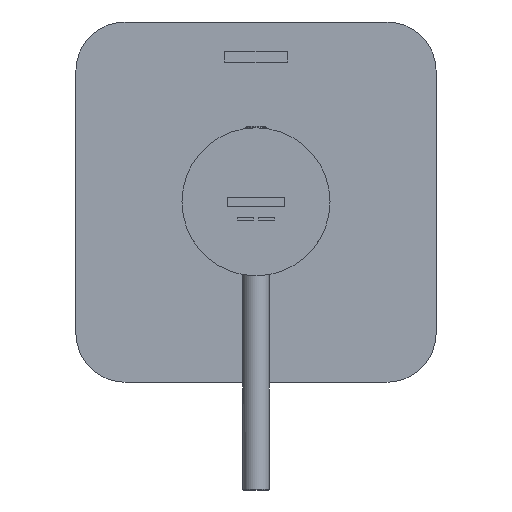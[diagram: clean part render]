
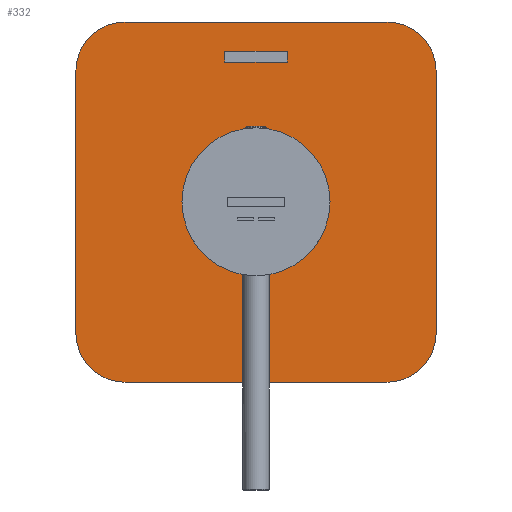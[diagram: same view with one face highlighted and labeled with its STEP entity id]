
A CAD part, top view. The second image highlights one B-rep face of the part: STEP entity #332.
In plain terms, the highlighted planar face has unit normal (0, 0, 1).
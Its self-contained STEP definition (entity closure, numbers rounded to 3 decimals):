
#99 = ORIENTED_EDGE ( 'NONE', *, *, #763, .F. ) ;
#210 = FACE_OUTER_BOUND ( 'NONE', #2289, .T. ) ;
#216 = DIRECTION ( 'NONE',  ( -1., 0., 0. ) ) ;
#230 = VERTEX_POINT ( 'NONE', #2749 ) ;
#236 = EDGE_CURVE ( 'NONE', #736, #2965, #2076, .T. ) ;
#254 = CARTESIAN_POINT ( 'NONE',  ( 40., -85., 52. ) ) ;
#309 = CARTESIAN_POINT ( 'NONE',  ( -21.25, -30., 52. ) ) ;
#332 = ADVANCED_FACE ( 'NONE', ( #210, #1749, #752 ), #2891, .F. ) ;
#356 = VERTEX_POINT ( 'NONE', #2870 ) ;
#415 = AXIS2_PLACEMENT_3D ( 'NONE', #558, #2241, #1252 ) ;
#446 = VECTOR ( 'NONE', #450, 1000. ) ;
#450 = DIRECTION ( 'NONE',  ( 0., -1., 0. ) ) ;
#478 = LINE ( 'NONE', #1763, #1762 ) ;
#494 = VERTEX_POINT ( 'NONE', #3883 ) ;
#542 = DIRECTION ( 'NONE',  ( -1., 0., 0. ) ) ;
#558 = CARTESIAN_POINT ( 'NONE',  ( -40., 10., 52. ) ) ;
#617 = LINE ( 'NONE', #2233, #1456 ) ;
#622 = CIRCLE ( 'NONE', #1308, 15. ) ;
#640 = EDGE_LOOP ( 'NONE', ( #967 ) ) ;
#651 = CARTESIAN_POINT ( 'NONE',  ( -55., 25., 52. ) ) ;
#736 = VERTEX_POINT ( 'NONE', #1452 ) ;
#752 = FACE_BOUND ( 'NONE', #2145, .T. ) ;
#763 = EDGE_CURVE ( 'NONE', #3078, #2861, #4188, .T. ) ;
#880 = ORIENTED_EDGE ( 'NONE', *, *, #2779, .F. ) ;
#883 = DIRECTION ( 'NONE',  ( -1., 0., 0. ) ) ;
#920 = DIRECTION ( 'NONE',  ( -1., 0., 0. ) ) ;
#965 = CARTESIAN_POINT ( 'NONE',  ( -9.5, -30., 52. ) ) ;
#967 = ORIENTED_EDGE ( 'NONE', *, *, #3277, .T. ) ;
#1038 = CARTESIAN_POINT ( 'NONE',  ( 40., 10., 52. ) ) ;
#1044 = VECTOR ( 'NONE', #3959, 1000. ) ;
#1076 = EDGE_CURVE ( 'NONE', #2965, #1672, #1948, .T. ) ;
#1161 = CARTESIAN_POINT ( 'NONE',  ( -55., 10., 52. ) ) ;
#1166 = LINE ( 'NONE', #1488, #446 ) ;
#1171 = DIRECTION ( 'NONE',  ( 0., 1., 0. ) ) ;
#1213 = CARTESIAN_POINT ( 'NONE',  ( -55., -85., 52. ) ) ;
#1230 = EDGE_CURVE ( 'NONE', #3078, #230, #622, .T. ) ;
#1252 = DIRECTION ( 'NONE',  ( -1., 0., 0. ) ) ;
#1289 = DIRECTION ( 'NONE',  ( 0., 0., 1. ) ) ;
#1308 = AXIS2_PLACEMENT_3D ( 'NONE', #1972, #3292, #883 ) ;
#1417 = CARTESIAN_POINT ( 'NONE',  ( 0., 16., 52. ) ) ;
#1452 = CARTESIAN_POINT ( 'NONE',  ( 9.5, 16., 52. ) ) ;
#1456 = VECTOR ( 'NONE', #3584, 1000. ) ;
#1488 = CARTESIAN_POINT ( 'NONE',  ( 55., 25., 52. ) ) ;
#1557 = DIRECTION ( 'NONE',  ( 1., 0., 0. ) ) ;
#1655 = VECTOR ( 'NONE', #1171, 1000. ) ;
#1672 = VERTEX_POINT ( 'NONE', #2910 ) ;
#1749 = FACE_BOUND ( 'NONE', #640, .T. ) ;
#1762 = VECTOR ( 'NONE', #1557, 1000. ) ;
#1763 = CARTESIAN_POINT ( 'NONE',  ( 0., 12.75, 52. ) ) ;
#1901 = EDGE_CURVE ( 'NONE', #356, #2861, #3532, .T. ) ;
#1948 = LINE ( 'NONE', #965, #2634 ) ;
#1972 = CARTESIAN_POINT ( 'NONE',  ( -40., -70., 52. ) ) ;
#1988 = DIRECTION ( 'NONE',  ( 0., 0., -1. ) ) ;
#2005 = CARTESIAN_POINT ( 'NONE',  ( 0., -30., 52. ) ) ;
#2076 = LINE ( 'NONE', #1417, #4147 ) ;
#2119 = AXIS2_PLACEMENT_3D ( 'NONE', #1038, #2783, #3686 ) ;
#2145 = EDGE_LOOP ( 'NONE', ( #3560, #4204, #2659, #3148 ) ) ;
#2233 = CARTESIAN_POINT ( 'NONE',  ( 9.5, -30., 52. ) ) ;
#2241 = DIRECTION ( 'NONE',  ( 0., 0., 1. ) ) ;
#2246 = ORIENTED_EDGE ( 'NONE', *, *, #1901, .T. ) ;
#2289 = EDGE_LOOP ( 'NONE', ( #880, #2246, #99, #3845, #4194, #3506, #2630, #3645 ) ) ;
#2302 = EDGE_CURVE ( 'NONE', #3173, #3016, #4087, .T. ) ;
#2335 = DIRECTION ( 'NONE',  ( -1., 0., 0. ) ) ;
#2494 = CARTESIAN_POINT ( 'NONE',  ( -9.5, 16., 52. ) ) ;
#2517 = CARTESIAN_POINT ( 'NONE',  ( -55., -70., 52. ) ) ;
#2630 = ORIENTED_EDGE ( 'NONE', *, *, #4129, .F. ) ;
#2634 = VECTOR ( 'NONE', #2880, 1000. ) ;
#2659 = ORIENTED_EDGE ( 'NONE', *, *, #3035, .F. ) ;
#2749 = CARTESIAN_POINT ( 'NONE',  ( -40., -85., 52. ) ) ;
#2779 = EDGE_CURVE ( 'NONE', #356, #494, #3681, .T. ) ;
#2783 = DIRECTION ( 'NONE',  ( 0., 0., 1. ) ) ;
#2790 = AXIS2_PLACEMENT_3D ( 'NONE', #2005, #1988, #2335 ) ;
#2822 = CARTESIAN_POINT ( 'NONE',  ( 55., 10., 52. ) ) ;
#2861 = VERTEX_POINT ( 'NONE', #1161 ) ;
#2870 = CARTESIAN_POINT ( 'NONE',  ( -40., 25., 52. ) ) ;
#2880 = DIRECTION ( 'NONE',  ( 0., -1., 0. ) ) ;
#2891 = PLANE ( 'NONE',  #3390 ) ;
#2897 = LINE ( 'NONE', #3199, #4309 ) ;
#2910 = CARTESIAN_POINT ( 'NONE',  ( -9.5, 12.75, 52. ) ) ;
#2965 = VERTEX_POINT ( 'NONE', #2494 ) ;
#3016 = VERTEX_POINT ( 'NONE', #3828 ) ;
#3035 = EDGE_CURVE ( 'NONE', #3230, #736, #617, .T. ) ;
#3078 = VERTEX_POINT ( 'NONE', #2517 ) ;
#3148 = ORIENTED_EDGE ( 'NONE', *, *, #3435, .F. ) ;
#3166 = EDGE_CURVE ( 'NONE', #3173, #230, #2897, .T. ) ;
#3173 = VERTEX_POINT ( 'NONE', #254 ) ;
#3199 = CARTESIAN_POINT ( 'NONE',  ( 55., -85., 52. ) ) ;
#3230 = VERTEX_POINT ( 'NONE', #3885 ) ;
#3277 = EDGE_CURVE ( 'NONE', #3351, #3351, #3538, .T. ) ;
#3292 = DIRECTION ( 'NONE',  ( 0., 0., 1. ) ) ;
#3351 = VERTEX_POINT ( 'NONE', #309 ) ;
#3390 = AXIS2_PLACEMENT_3D ( 'NONE', #3396, #4169, #3418 ) ;
#3396 = CARTESIAN_POINT ( 'NONE',  ( 0., -30., 52. ) ) ;
#3418 = DIRECTION ( 'NONE',  ( -1., 0., 0. ) ) ;
#3435 = EDGE_CURVE ( 'NONE', #1672, #3230, #478, .T. ) ;
#3496 = CIRCLE ( 'NONE', #2119, 15. ) ;
#3506 = ORIENTED_EDGE ( 'NONE', *, *, #2302, .T. ) ;
#3532 = CIRCLE ( 'NONE', #415, 15. ) ;
#3538 = CIRCLE ( 'NONE', #2790, 21.25 ) ;
#3560 = ORIENTED_EDGE ( 'NONE', *, *, #1076, .F. ) ;
#3584 = DIRECTION ( 'NONE',  ( 0., 1., 0. ) ) ;
#3645 = ORIENTED_EDGE ( 'NONE', *, *, #3860, .T. ) ;
#3681 = LINE ( 'NONE', #651, #1044 ) ;
#3686 = DIRECTION ( 'NONE',  ( -1., 0., 0. ) ) ;
#3828 = CARTESIAN_POINT ( 'NONE',  ( 55., -70., 52. ) ) ;
#3845 = ORIENTED_EDGE ( 'NONE', *, *, #1230, .T. ) ;
#3860 = EDGE_CURVE ( 'NONE', #4006, #494, #3496, .T. ) ;
#3876 = AXIS2_PLACEMENT_3D ( 'NONE', #4290, #1289, #920 ) ;
#3883 = CARTESIAN_POINT ( 'NONE',  ( 40., 25., 52. ) ) ;
#3885 = CARTESIAN_POINT ( 'NONE',  ( 9.5, 12.75, 52. ) ) ;
#3959 = DIRECTION ( 'NONE',  ( 1., 0., 0. ) ) ;
#4006 = VERTEX_POINT ( 'NONE', #2822 ) ;
#4087 = CIRCLE ( 'NONE', #3876, 15. ) ;
#4129 = EDGE_CURVE ( 'NONE', #4006, #3016, #1166, .T. ) ;
#4147 = VECTOR ( 'NONE', #542, 1000. ) ;
#4169 = DIRECTION ( 'NONE',  ( 0., 0., -1. ) ) ;
#4188 = LINE ( 'NONE', #1213, #1655 ) ;
#4194 = ORIENTED_EDGE ( 'NONE', *, *, #3166, .F. ) ;
#4204 = ORIENTED_EDGE ( 'NONE', *, *, #236, .F. ) ;
#4290 = CARTESIAN_POINT ( 'NONE',  ( 40., -70., 52. ) ) ;
#4309 = VECTOR ( 'NONE', #216, 1000. ) ;
